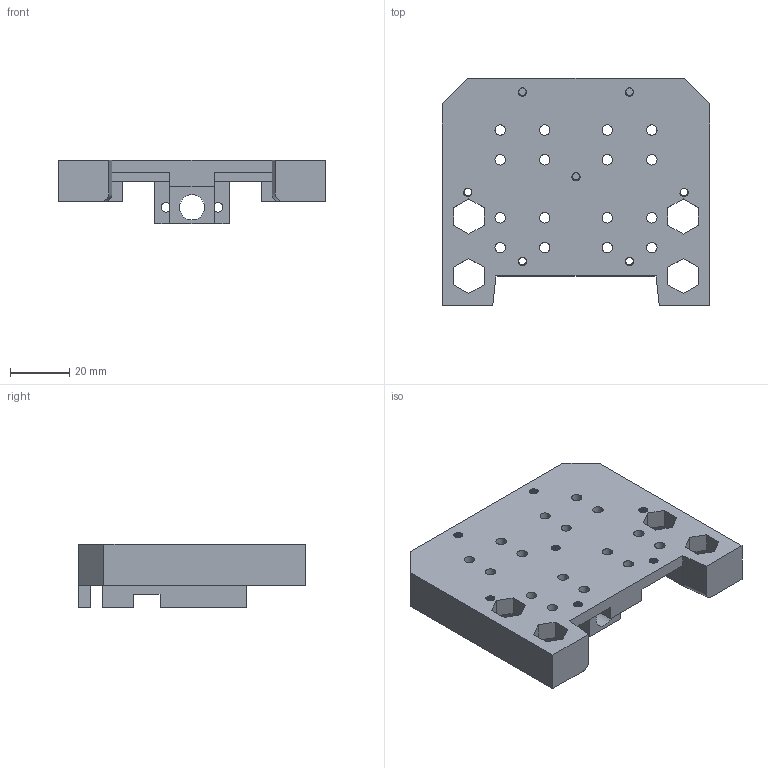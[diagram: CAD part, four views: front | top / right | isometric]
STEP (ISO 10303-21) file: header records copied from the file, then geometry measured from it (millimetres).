
FILE_DESCRIPTION(/* description */ (''),/* implementation_level */ '2;1');
FILE_NAME(/* name */ 'Z Axis linear rails mount.step',/* time_stamp */ '2024-11-17T21:03:12+01:00',/* author */ (''),/* organization */ (''),/* preprocessor_version */ 'ST-DEVELOPER v20',/* originating_system */ 'Autodesk Translation Framework v13.20.0.188',/* authorisation */ '');
FILE_SCHEMA (('AUTOMOTIVE_DESIGN { 1 0 10303 214 3 1 1 }'));
Length unit declared in the file: millimetre
Products named in the file (1): Z Axis linear rails mount
Bounding box: 90 x 76.5 x 21.35 mm (x, y, z)
Volume: 43757.6 mm3; surface area: 25443.9 mm2
Topology: 1 solids, 1 shells, 313 faces, 910 edges, 604 vertices
Faces by surface type: cylinder 201, plane 96, bspline 14, cone 2
Full cylindrical faces by diameter (mm): 2.529 x41, 3.086 x19, 3.2 x2, 3.5 x16, 8.5 x2
Entity records: 21049 total; most frequent: CARTESIAN_POINT 13330, ORIENTED_EDGE 1820, DIRECTION 1222, EDGE_CURVE 910, VERTEX_POINT 604, LINE 448, VECTOR 448, AXIS2_PLACEMENT_3D 387
